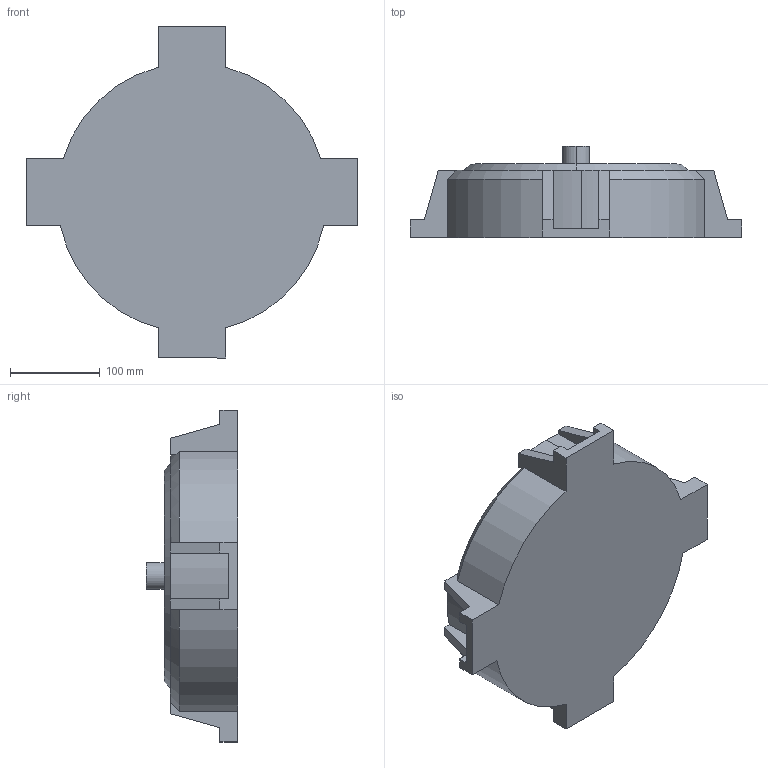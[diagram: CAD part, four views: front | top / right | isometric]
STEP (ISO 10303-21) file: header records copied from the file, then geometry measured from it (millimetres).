
FILE_DESCRIPTION (( 'STEP AP203' ), '1' );
FILE_NAME ('Base_Default_sldprt.STEP', '2023-06-28T12:08:18', ( '' ), ( '' ), 'SwSTEP 2.0', 'SolidWorks 2022', '' );
FILE_SCHEMA (( 'CONFIG_CONTROL_DESIGN' ));
Length unit declared in the file: millimetre
Products named in the file (1): Base_Default_sldprt
Bounding box: 370 x 102 x 370 mm (x, y, z)
Volume: 5832585.5 mm3; surface area: 255896.5 mm2
Topology: 1 solids, 1 shells, 63 faces, 177 edges, 118 vertices
Faces by surface type: plane 47, cylinder 11, cone 5
Entity records: 2117 total; most frequent: CARTESIAN_POINT 399, ORIENTED_EDGE 354, DIRECTION 324, EDGE_CURVE 177, LINE 138, VECTOR 138, VERTEX_POINT 118, AXIS2_PLACEMENT_3D 93
